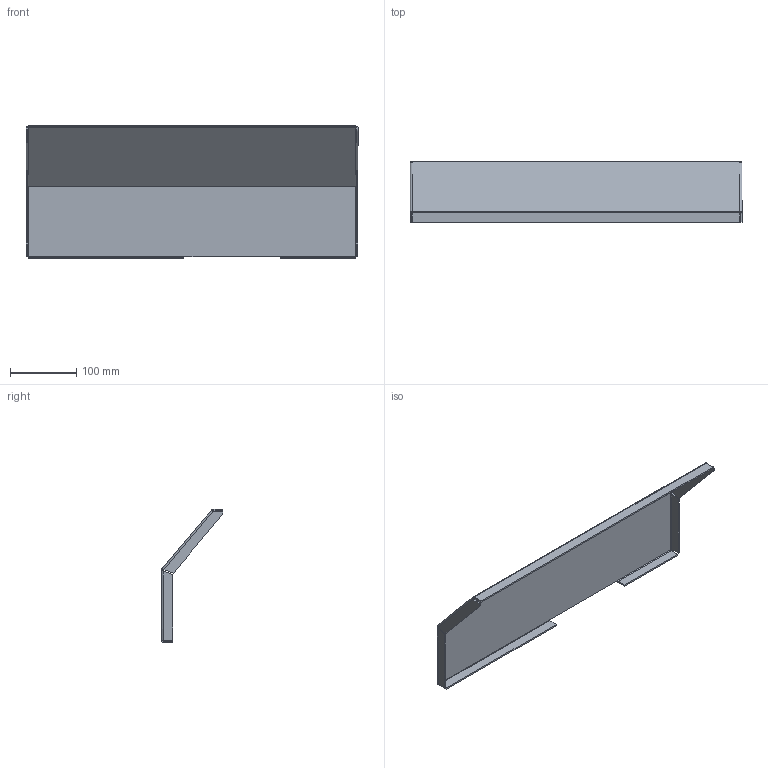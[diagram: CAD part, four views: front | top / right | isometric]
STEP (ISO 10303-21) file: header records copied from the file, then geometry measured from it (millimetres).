
FILE_DESCRIPTION (( 'STEP AP214' ), '1' );
FILE_NAME ('PenthouseLid.STEP', '2025-02-01T03:17:08', ( '' ), ( '' ), 'SwSTEP 2.0', 'SolidWorks 2024', '' );
FILE_SCHEMA (( 'AUTOMOTIVE_DESIGN' ));
Length unit declared in the file: millimetre
Products named in the file (1): PenthouseLid
Bounding box: 502.86 x 92.5 x 201.73 mm (x, y, z)
Volume: 305958.2 mm3; surface area: 269912.3 mm2
Topology: 1 solids, 1 shells, 77 faces, 163 edges, 88 vertices
Faces by surface type: plane 49, cylinder 20, bspline 8
Entity records: 2404 total; most frequent: CARTESIAN_POINT 801, ORIENTED_EDGE 326, DIRECTION 311, EDGE_CURVE 163, VECTOR 123, LINE 123, AXIS2_PLACEMENT_3D 94, VERTEX_POINT 88
